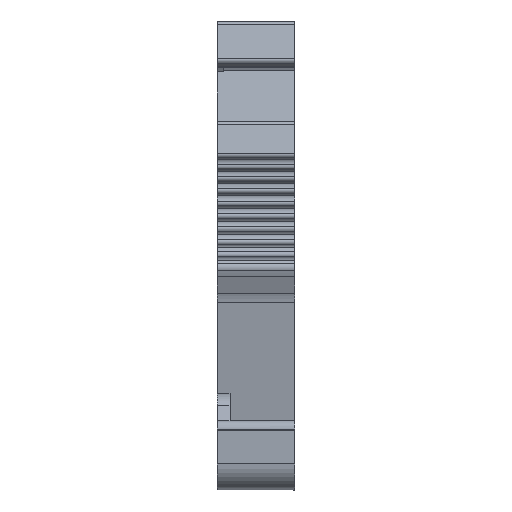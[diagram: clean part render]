
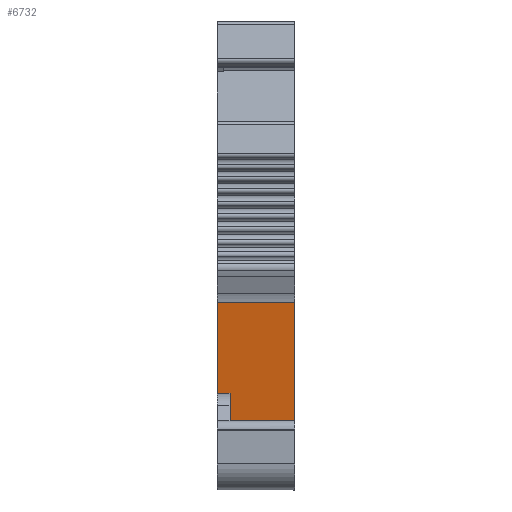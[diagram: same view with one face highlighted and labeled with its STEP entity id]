
A CAD part, left-side view. The second image highlights one B-rep face of the part: STEP entity #6732.
In plain terms, the highlighted planar face has unit normal (-0.986, 0, -0.168).
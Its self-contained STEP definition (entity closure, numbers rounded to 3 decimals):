
#627=LINE('',#11243,#1266);
#628=LINE('',#11246,#1267);
#629=LINE('',#11248,#1268);
#630=LINE('',#11250,#1269);
#631=LINE('',#11252,#1270);
#632=LINE('',#11254,#1271);
#1266=VECTOR('',#7979,1000.);
#1267=VECTOR('',#7980,1000.);
#1268=VECTOR('',#7981,1000.);
#1269=VECTOR('',#7982,1000.);
#1270=VECTOR('',#7983,1000.);
#1271=VECTOR('',#7984,1000.);
#1780=PLANE('',#7118);
#2289=ORIENTED_EDGE('',*,*,#4356,.T.);
#2290=ORIENTED_EDGE('',*,*,#4357,.F.);
#2291=ORIENTED_EDGE('',*,*,#4358,.T.);
#2292=ORIENTED_EDGE('',*,*,#4359,.T.);
#2293=ORIENTED_EDGE('',*,*,#4360,.F.);
#2294=ORIENTED_EDGE('',*,*,#4361,.F.);
#4356=EDGE_CURVE('',#5386,#5387,#627,.T.);
#4357=EDGE_CURVE('',#5388,#5387,#628,.T.);
#4358=EDGE_CURVE('',#5388,#5389,#629,.T.);
#4359=EDGE_CURVE('',#5389,#5390,#630,.T.);
#4360=EDGE_CURVE('',#5391,#5390,#631,.T.);
#4361=EDGE_CURVE('',#5386,#5391,#632,.T.);
#5386=VERTEX_POINT('',#11244);
#5387=VERTEX_POINT('',#11245);
#5388=VERTEX_POINT('',#11247);
#5389=VERTEX_POINT('',#11249);
#5390=VERTEX_POINT('',#11251);
#5391=VERTEX_POINT('',#11253);
#6024=EDGE_LOOP('',(#2289,#2290,#2291,#2292,#2293,#2294));
#6378=FACE_BOUND('',#6024,.T.);
#6732=ADVANCED_FACE('',(#6378),#1780,.T.);
#7118=AXIS2_PLACEMENT_3D('',#11242,#7977,#7978);
#7977=DIRECTION('',(-0.986,0.,-0.168));
#7978=DIRECTION('',(-0.168,0.,0.986));
#7979=DIRECTION('',(0.168,0.,-0.986));
#7980=DIRECTION('',(0.,1.,0.));
#7981=DIRECTION('',(0.168,0.,-0.986));
#7982=DIRECTION('',(0.,-1.,0.));
#7983=DIRECTION('',(0.168,0.,-0.986));
#7984=DIRECTION('',(0.,-1.,0.));
#11242=CARTESIAN_POINT('',(-42.835,47.224,-3.457));
#11243=CARTESIAN_POINT('',(-42.199,3.4,-7.189));
#11244=CARTESIAN_POINT('',(-42.835,3.4,-3.457));
#11245=CARTESIAN_POINT('',(-41.641,3.4,-10.463));
#11246=CARTESIAN_POINT('',(-41.641,2.4,-10.463));
#11247=CARTESIAN_POINT('',(-41.641,2.4,-10.463));
#11248=CARTESIAN_POINT('',(-41.641,2.4,-10.463));
#11249=CARTESIAN_POINT('',(-40.844,2.4,-15.144));
#11250=CARTESIAN_POINT('',(-40.844,47.224,-15.144));
#11251=CARTESIAN_POINT('',(-40.844,-2.6,-15.144));
#11252=CARTESIAN_POINT('',(-42.835,-2.6,-3.457));
#11253=CARTESIAN_POINT('',(-42.835,-2.6,-3.457));
#11254=CARTESIAN_POINT('',(-42.835,47.224,-3.457));
